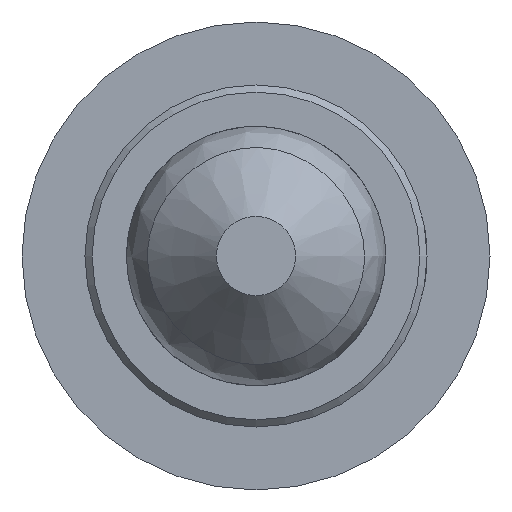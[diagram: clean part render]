
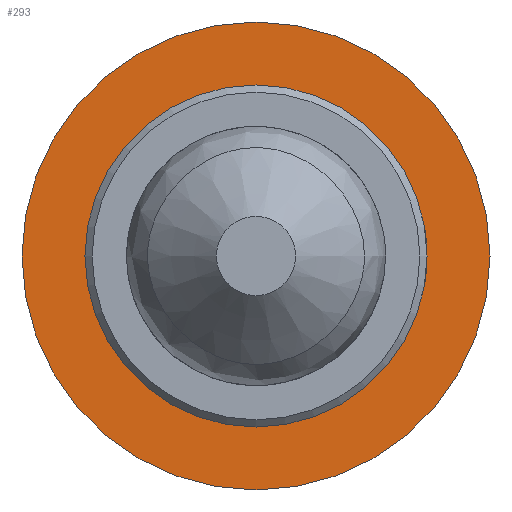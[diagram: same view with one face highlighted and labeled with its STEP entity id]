
A CAD part, front view. The second image highlights one B-rep face of the part: STEP entity #293.
In plain terms, the highlighted planar face has unit normal (0, 1, 0).
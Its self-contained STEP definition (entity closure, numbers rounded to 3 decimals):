
#206=FACE_BOUND('',#386,.T.);
#207=FACE_BOUND('',#387,.T.);
#293=ADVANCED_FACE('F18',(#206,#207),#306,.T.);
#306=PLANE('',#770);
#386=EDGE_LOOP('',(#529));
#387=EDGE_LOOP('',(#530));
#529=ORIENTED_EDGE('',*,*,#658,.F.);
#530=ORIENTED_EDGE('',*,*,#623,.T.);
#563=VERTEX_POINT('',#1164);
#585=VERTEX_POINT('',#1433);
#623=EDGE_CURVE('E43',#563,#563,#680,.T.);
#658=EDGE_CURVE('E25',#585,#585,#696,.T.);
#680=CIRCLE('',#735,2.225);
#696=CIRCLE('',#768,3.25);
#735=AXIS2_PLACEMENT_3D('',#1167,#862,#863);
#768=AXIS2_PLACEMENT_3D('',#1434,#938,#939);
#770=AXIS2_PLACEMENT_3D('',#1436,#942,#943);
#862=DIRECTION('',(0.,-1.,0.));
#863=DIRECTION('',(0.,0.,-1.));
#938=DIRECTION('',(0.,-1.,0.));
#939=DIRECTION('',(0.,0.,-1.));
#942=DIRECTION('',(0.,1.,0.));
#943=DIRECTION('',(0.,0.,1.));
#1164=CARTESIAN_POINT('',(7.1,-132.892,41.228));
#1167=CARTESIAN_POINT('',(7.1,-132.892,39.003));
#1433=CARTESIAN_POINT('',(10.35,-132.892,39.003));
#1434=CARTESIAN_POINT('',(7.1,-132.892,39.003));
#1436=CARTESIAN_POINT('',(3.525,-132.892,35.428));
